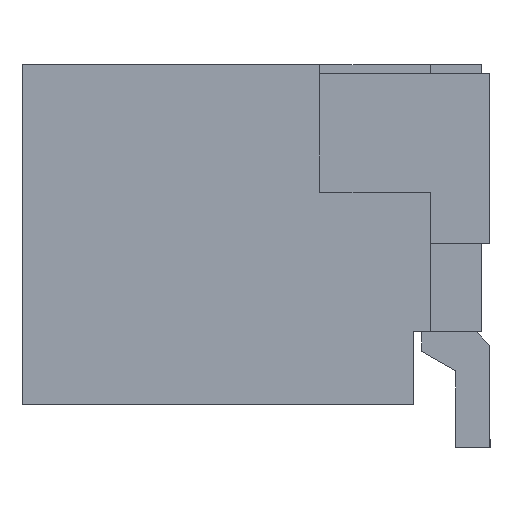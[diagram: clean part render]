
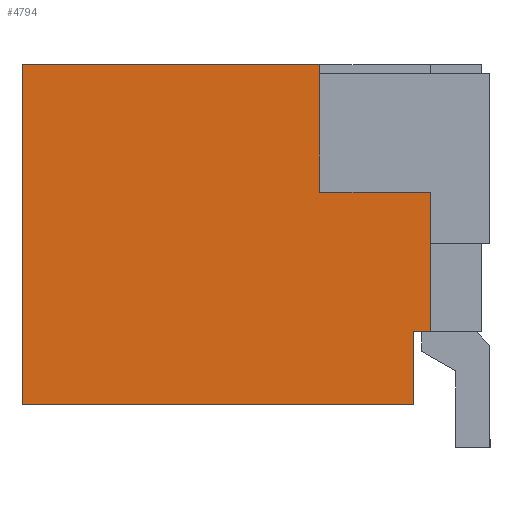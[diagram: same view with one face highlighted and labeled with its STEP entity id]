
A CAD part, left-side view. The second image highlights one B-rep face of the part: STEP entity #4794.
In plain terms, the highlighted planar face has unit normal (-1, 0, 0).
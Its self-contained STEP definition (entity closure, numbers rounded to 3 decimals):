
#3106 = DIRECTION ( 'NONE',  ( 0., 1., 0. ) ) ;
#3107 = VECTOR ( 'NONE', #3106, 1000. ) ;
#3108 = CARTESIAN_POINT ( 'NONE',  ( 4.3, 2., 1.3 ) ) ;
#3109 = LINE ( 'NONE', #3108, #3107 ) ;
#3149 = DIRECTION ( 'NONE',  ( 0., 0., -1. ) ) ;
#3150 = VECTOR ( 'NONE', #3149, 1000. ) ;
#3151 = CARTESIAN_POINT ( 'NONE',  ( 4.3, 4.7, 1.3 ) ) ;
#3152 = LINE ( 'NONE', #3151, #3150 ) ;
#3154 = CARTESIAN_POINT ( 'NONE',  ( 4.3, 4.7, -0.7 ) ) ;
#3233 = DIRECTION ( 'NONE',  ( 0., -1., 0. ) ) ;
#3234 = VECTOR ( 'NONE', #3233, 1000. ) ;
#3260 = CARTESIAN_POINT ( 'NONE',  ( 4.3, 4.7, -0.7 ) ) ;
#3261 = LINE ( 'NONE', #3260, #3234 ) ;
#3299 = CARTESIAN_POINT ( 'NONE',  ( 4.3, 2.4, -0.7 ) ) ;
#3373 = CARTESIAN_POINT ( 'NONE',  ( 4.3, 4.7, 1.3 ) ) ;
#3412 = DIRECTION ( 'NONE',  ( 0., 0., 1. ) ) ;
#3413 = VECTOR ( 'NONE', #3412, 1000. ) ;
#3414 = CARTESIAN_POINT ( 'NONE',  ( 4.3, 2.4, -0.7 ) ) ;
#3415 = LINE ( 'NONE', #3414, #3413 ) ;
#3500 = CARTESIAN_POINT ( 'NONE',  ( 4.3, 2.95, 0.55 ) ) ;
#3555 = CARTESIAN_POINT ( 'NONE',  ( 4.3, 2.95, 1.3 ) ) ;
#3577 = DIRECTION ( 'NONE',  ( 0., -1., 0. ) ) ;
#3578 = VECTOR ( 'NONE', #3577, 1000. ) ;
#3579 = CARTESIAN_POINT ( 'NONE',  ( 4.3, 2.3, 0.55 ) ) ;
#3580 = LINE ( 'NONE', #3579, #3578 ) ;
#3604 = CARTESIAN_POINT ( 'NONE',  ( 4.3, 2.4, -0.27 ) ) ;
#3616 = DIRECTION ( 'NONE',  ( 0., 0., -1. ) ) ;
#3617 = VECTOR ( 'NONE', #3616, 1000. ) ;
#3618 = CARTESIAN_POINT ( 'NONE',  ( 4.3, 2.95, 0.55 ) ) ;
#3619 = LINE ( 'NONE', #3618, #3617 ) ;
#3725 = CARTESIAN_POINT ( 'NONE',  ( 4.3, 2.3, -0.27 ) ) ;
#3726 = DIRECTION ( 'NONE',  ( 0., 0., 1. ) ) ;
#3727 = VECTOR ( 'NONE', #3726, 1000. ) ;
#3728 = CARTESIAN_POINT ( 'NONE',  ( 4.3, 2.3, 1.3 ) ) ;
#3729 = LINE ( 'NONE', #3728, #3727 ) ;
#3748 = CARTESIAN_POINT ( 'NONE',  ( 4.3, 2.3, 0.55 ) ) ;
#3811 = DIRECTION ( 'NONE',  ( 0., 1., 0. ) ) ;
#3812 = DIRECTION ( 'NONE',  ( 1., 0., 0. ) ) ;
#3813 = CARTESIAN_POINT ( 'NONE',  ( 4.3, 2.4, 1.3 ) ) ;
#3814 = AXIS2_PLACEMENT_3D ( 'NONE', #3813, #3812, #3811 ) ;
#3815 = PLANE ( 'NONE',  #3814 ) ;
#3831 = FACE_OUTER_BOUND ( 'NONE', #4800, .T. ) ;
#3943 = DIRECTION ( 'NONE',  ( 0., -1., 0. ) ) ;
#3944 = VECTOR ( 'NONE', #3943, 1000. ) ;
#3945 = CARTESIAN_POINT ( 'NONE',  ( 4.3, 2.4, -0.27 ) ) ;
#3946 = LINE ( 'NONE', #3945, #3944 ) ;
#4512 = EDGE_CURVE ( 'NONE', #4698, #4601, #3109, .T. ) ;
#4562 = VERTEX_POINT ( 'NONE', #3154 ) ;
#4564 = EDGE_CURVE ( 'NONE', #4601, #4562, #3152, .T. ) ;
#4570 = VERTEX_POINT ( 'NONE', #3299 ) ;
#4572 = EDGE_CURVE ( 'NONE', #4562, #4570, #3261, .T. ) ;
#4601 = VERTEX_POINT ( 'NONE', #3373 ) ;
#4643 = VERTEX_POINT ( 'NONE', #3604 ) ;
#4645 = EDGE_CURVE ( 'NONE', #4570, #4643, #3415, .T. ) ;
#4683 = VERTEX_POINT ( 'NONE', #3500 ) ;
#4698 = VERTEX_POINT ( 'NONE', #3555 ) ;
#4707 = EDGE_CURVE ( 'NONE', #4683, #4765, #3580, .T. ) ;
#4717 = EDGE_CURVE ( 'NONE', #4698, #4683, #3619, .T. ) ;
#4738 = EDGE_CURVE ( 'NONE', #4739, #4765, #3729, .T. ) ;
#4739 = VERTEX_POINT ( 'NONE', #3725 ) ;
#4765 = VERTEX_POINT ( 'NONE', #3748 ) ;
#4794 = ADVANCED_FACE ( 'NONE', ( #3831 ), #3815, .F. ) ;
#4800 = EDGE_LOOP ( 'NONE', ( #4801, #4824, #4825, #4826, #4809, #4810, #4900, #4910 ) ) ;
#4801 = ORIENTED_EDGE ( 'NONE', *, *, #4738, .T. ) ;
#4809 = ORIENTED_EDGE ( 'NONE', *, *, #4564, .T. ) ;
#4810 = ORIENTED_EDGE ( 'NONE', *, *, #4572, .T. ) ;
#4824 = ORIENTED_EDGE ( 'NONE', *, *, #4707, .F. ) ;
#4825 = ORIENTED_EDGE ( 'NONE', *, *, #4717, .F. ) ;
#4826 = ORIENTED_EDGE ( 'NONE', *, *, #4512, .T. ) ;
#4874 = EDGE_CURVE ( 'NONE', #4643, #4739, #3946, .T. ) ;
#4900 = ORIENTED_EDGE ( 'NONE', *, *, #4645, .T. ) ;
#4910 = ORIENTED_EDGE ( 'NONE', *, *, #4874, .T. ) ;
